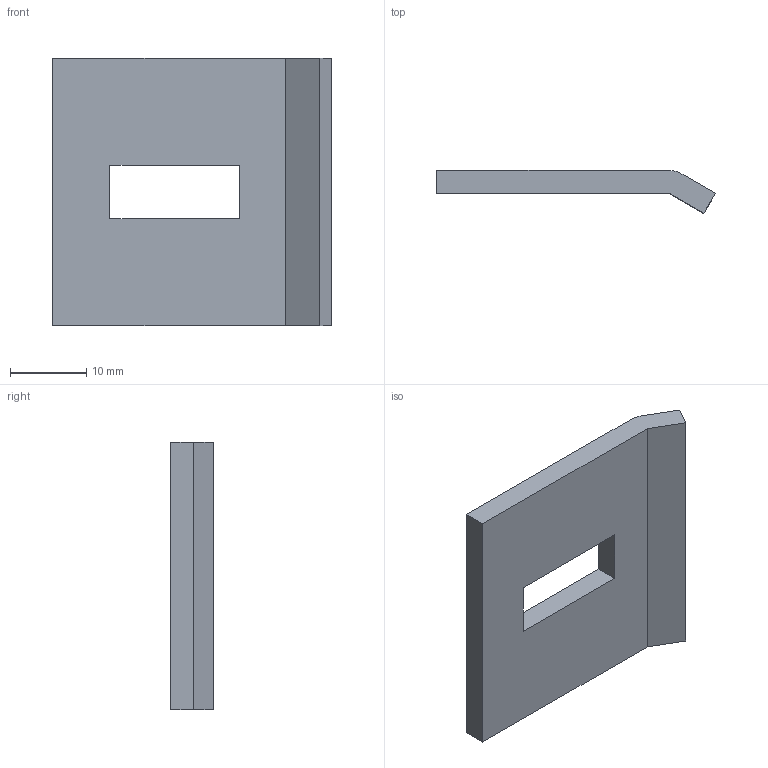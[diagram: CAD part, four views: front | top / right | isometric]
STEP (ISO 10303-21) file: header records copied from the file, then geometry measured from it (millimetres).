
FILE_DESCRIPTION (( 'STEP AP203' ), '1' );
FILE_NAME ('Ïðèæèì êàáåëüíîãî ëîòêà_LP1000.STEP', '2012-12-20T12:17:04', ( 'Àñååâ' ), ( '' ), 'SwSTEP 2.0', 'SolidWorks 2012', '' );
FILE_SCHEMA (( 'CONFIG_CONTROL_DESIGN' ));
Length unit declared in the file: millimetre
Products named in the file (1): 砎鳽鳻 罻摎錪膼蜦 鋋襚趌LP1000
Bounding box: 36.5 x 5.6 x 35 mm (x, y, z)
Volume: 3473.2 mm3; surface area: 2888.3 mm2
Topology: 1 solids, 1 shells, 13 faces, 33 edges, 22 vertices
Faces by surface type: plane 12, cylinder 1
Entity records: 470 total; most frequent: CARTESIAN_POINT 69, ORIENTED_EDGE 66, DIRECTION 63, EDGE_CURVE 33, VECTOR 31, LINE 31, VERTEX_POINT 22, AXIS2_PLACEMENT_3D 16
